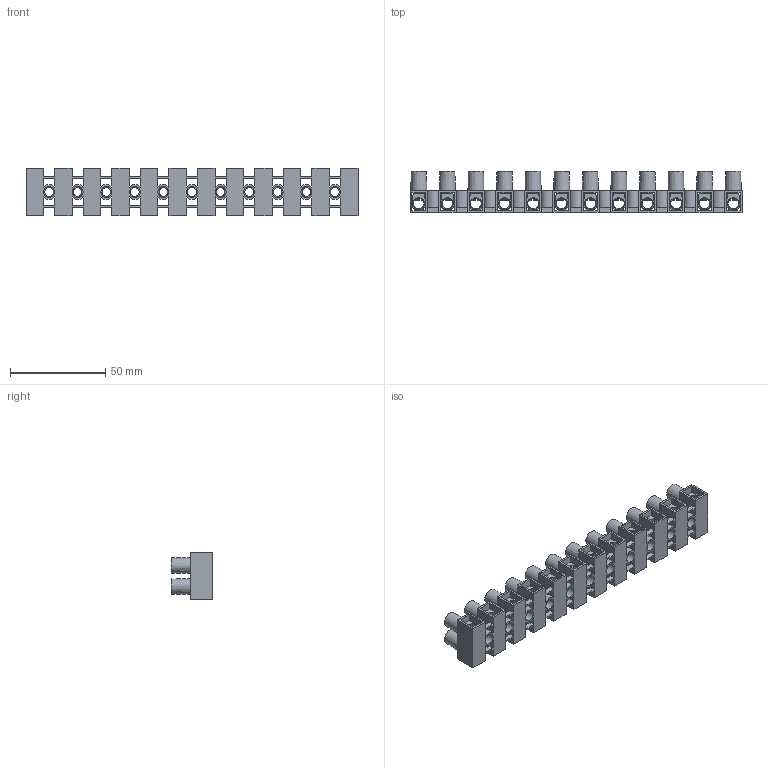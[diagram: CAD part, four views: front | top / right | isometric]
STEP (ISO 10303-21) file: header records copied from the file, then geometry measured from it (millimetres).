
FILE_DESCRIPTION((''),'2;1');
FILE_NAME('HE16 WPR-12P-3D.stp','2011-09-23T13:00:06',('Raimo'),(''),'Autodesk Inventor 2012','Autodesk Inventor 2012','');
FILE_SCHEMA(('AUTOMOTIVE_DESIGN { 1 0 10303 214 1 1 1 1 }'));
Length unit declared in the file: millimetre
Products named in the file (4): HE16 WPR-12P-3D; hus1016; INL16WPR; M5
Assembly tree (37 placements, depth 2):
  HE16 WPR-12P-3D
    hus1016
    INL16WPR  x12
    M5  x24
Bounding box: 174.2 x 21.8 x 25 mm (x, y, z)
Volume: 27116.3 mm3; surface area: 55132.4 mm2
Topology: 49 solids, 49 shells, 901 faces, 2226 edges, 1460 vertices
Faces by surface type: plane 497, cylinder 212, cone 120, torus 72
Full cylindrical faces by diameter (mm): 4 x24, 4.13 x24, 4.2 x24, 4.5 x11, 5.55 x12, 5.8 x11, 6 x24, 6.5 x24
Entity records: 12065 total; most frequent: CARTESIAN_POINT 2221, DIRECTION 1958, ORIENTED_EDGE 1818, EDGE_CURVE 909, VERTEX_POINT 667, VECTOR 666, LINE 666, AXIS2_PLACEMENT_3D 646
